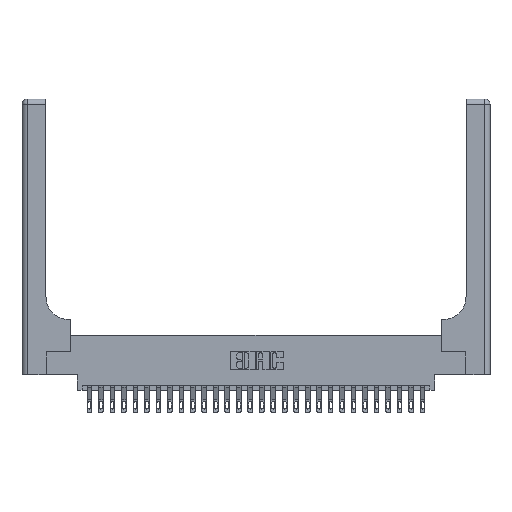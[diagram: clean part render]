
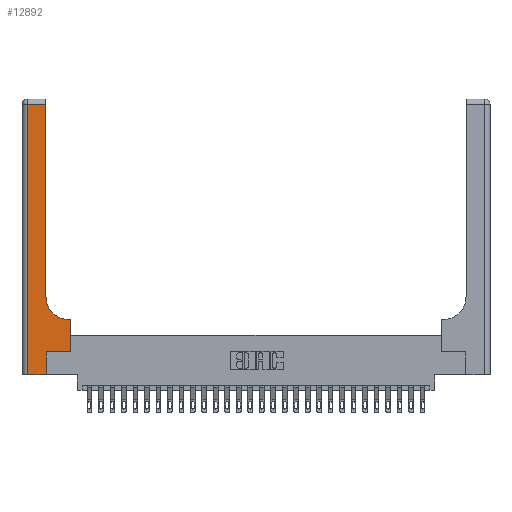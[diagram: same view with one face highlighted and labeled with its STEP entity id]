
A CAD part, top view. The second image highlights one B-rep face of the part: STEP entity #12892.
In plain terms, the highlighted planar face has unit normal (0, 0, 1).
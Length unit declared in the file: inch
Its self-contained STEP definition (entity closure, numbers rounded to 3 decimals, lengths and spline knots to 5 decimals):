
#622 = EDGE_CURVE ( 'NONE', #6065, #6134, #23819, .T. ) ;
#1483 = CARTESIAN_POINT ( 'NONE',  ( 0., 2.94, 0.37 ) ) ;
#1582 = CARTESIAN_POINT ( 'NONE',  ( 0.528, 0.25, 0.37 ) ) ;
#1654 = EDGE_CURVE ( 'NONE', #12456, #21704, #13254, .T. ) ;
#1702 = CARTESIAN_POINT ( 'NONE',  ( 0.26, 0.6, 0.37 ) ) ;
#1787 = VERTEX_POINT ( 'NONE', #5917 ) ;
#1850 = CARTESIAN_POINT ( 'NONE',  ( 0.528, 0.6, 0.37 ) ) ;
#2222 = VERTEX_POINT ( 'NONE', #24678 ) ;
#2833 = VECTOR ( 'NONE', #8330, 39.37008 ) ;
#4573 = VECTOR ( 'NONE', #21951, 39.37008 ) ;
#5302 = LINE ( 'NONE', #11505, #7442 ) ;
#5628 = LINE ( 'NONE', #1483, #14689 ) ;
#5653 = CARTESIAN_POINT ( 'NONE',  ( 0.06, 2.94, 0.37 ) ) ;
#5917 = CARTESIAN_POINT ( 'NONE',  ( 0.06, 0., 0.37 ) ) ;
#6064 = CARTESIAN_POINT ( 'NONE',  ( 0.528, 0.25, 0.37 ) ) ;
#6065 = VERTEX_POINT ( 'NONE', #18090 ) ;
#6134 = VERTEX_POINT ( 'NONE', #6064 ) ;
#7176 = LINE ( 'NONE', #24031, #25767 ) ;
#7442 = VECTOR ( 'NONE', #24501, 39.37008 ) ;
#7491 = EDGE_LOOP ( 'NONE', ( #20050, #27272, #9819, #26895, #17496, #16237, #24217, #15430, #14424 ) ) ;
#7835 = DIRECTION ( 'NONE',  ( -1., 0., 0. ) ) ;
#7913 = VECTOR ( 'NONE', #17595, 39.37008 ) ;
#7917 = FACE_OUTER_BOUND ( 'NONE', #7491, .T. ) ;
#7936 = DIRECTION ( 'NONE',  ( 0., 1., 0. ) ) ;
#8148 = AXIS2_PLACEMENT_3D ( 'NONE', #23716, #17626, #16046 ) ;
#8330 = DIRECTION ( 'NONE',  ( -1., 0., 0. ) ) ;
#9205 = PLANE ( 'NONE',  #8148 ) ;
#9819 = ORIENTED_EDGE ( 'NONE', *, *, #17409, .T. ) ;
#10098 = EDGE_CURVE ( 'NONE', #16186, #17228, #10381, .T. ) ;
#10381 = LINE ( 'NONE', #1702, #2833 ) ;
#10841 = VECTOR ( 'NONE', #15289, 39.37008 ) ;
#11307 = CARTESIAN_POINT ( 'NONE',  ( 0.26, 3., 0.37 ) ) ;
#11410 = LINE ( 'NONE', #25808, #10841 ) ;
#11505 = CARTESIAN_POINT ( 'NONE',  ( 0.06, 3., 0.37 ) ) ;
#11834 = EDGE_CURVE ( 'NONE', #2222, #6065, #7176, .T. ) ;
#12090 = VERTEX_POINT ( 'NONE', #5653 ) ;
#12456 = VERTEX_POINT ( 'NONE', #16641 ) ;
#12892 = ADVANCED_FACE ( 'NONE', ( #7917 ), #9205, .F. ) ;
#13254 = LINE ( 'NONE', #11307, #4573 ) ;
#13314 = CARTESIAN_POINT ( 'NONE',  ( 0.265, 0.25, 0.37 ) ) ;
#13396 = VECTOR ( 'NONE', #7936, 39.37008 ) ;
#14424 = ORIENTED_EDGE ( 'NONE', *, *, #14868, .T. ) ;
#14689 = VECTOR ( 'NONE', #7835, 39.37008 ) ;
#14868 = EDGE_CURVE ( 'NONE', #17228, #12456, #17950, .T. ) ;
#15289 = DIRECTION ( 'NONE',  ( 1., 0., 0. ) ) ;
#15430 = ORIENTED_EDGE ( 'NONE', *, *, #10098, .T. ) ;
#16046 = DIRECTION ( 'NONE',  ( -1., 0., 0. ) ) ;
#16186 = VERTEX_POINT ( 'NONE', #1850 ) ;
#16237 = ORIENTED_EDGE ( 'NONE', *, *, #622, .T. ) ;
#16641 = CARTESIAN_POINT ( 'NONE',  ( 0.26, 0.85, 0.37 ) ) ;
#17228 = VERTEX_POINT ( 'NONE', #19120 ) ;
#17409 = EDGE_CURVE ( 'NONE', #12090, #1787, #5302, .T. ) ;
#17496 = ORIENTED_EDGE ( 'NONE', *, *, #11834, .T. ) ;
#17595 = DIRECTION ( 'NONE',  ( 1., 0., 0. ) ) ;
#17626 = DIRECTION ( 'NONE',  ( 0., 0., -1. ) ) ;
#17950 = CIRCLE ( 'NONE', #21470, 0.25 ) ;
#18090 = CARTESIAN_POINT ( 'NONE',  ( 0.265, 0.25, 0.37 ) ) ;
#18221 = CARTESIAN_POINT ( 'NONE',  ( 0.26, 2.94, 0.37 ) ) ;
#18282 = DIRECTION ( 'NONE',  ( 0., 0., -1. ) ) ;
#19120 = CARTESIAN_POINT ( 'NONE',  ( 0.51, 0.6, 0.37 ) ) ;
#20050 = ORIENTED_EDGE ( 'NONE', *, *, #1654, .T. ) ;
#20777 = LINE ( 'NONE', #1582, #13396 ) ;
#21470 = AXIS2_PLACEMENT_3D ( 'NONE', #26854, #18282, #22289 ) ;
#21704 = VERTEX_POINT ( 'NONE', #18221 ) ;
#21951 = DIRECTION ( 'NONE',  ( 0., 1., 0. ) ) ;
#22014 = EDGE_CURVE ( 'NONE', #21704, #12090, #5628, .T. ) ;
#22289 = DIRECTION ( 'NONE',  ( 1., 0., 0. ) ) ;
#22640 = EDGE_CURVE ( 'NONE', #6134, #16186, #20777, .T. ) ;
#23716 = CARTESIAN_POINT ( 'NONE',  ( 0., 3., 0.37 ) ) ;
#23819 = LINE ( 'NONE', #13314, #7913 ) ;
#24031 = CARTESIAN_POINT ( 'NONE',  ( 0.265, 0., 0.37 ) ) ;
#24217 = ORIENTED_EDGE ( 'NONE', *, *, #22640, .T. ) ;
#24430 = DIRECTION ( 'NONE',  ( 0., 1., 0. ) ) ;
#24501 = DIRECTION ( 'NONE',  ( 0., -1., 0. ) ) ;
#24576 = EDGE_CURVE ( 'NONE', #1787, #2222, #11410, .T. ) ;
#24678 = CARTESIAN_POINT ( 'NONE',  ( 0.265, 0., 0.37 ) ) ;
#25767 = VECTOR ( 'NONE', #24430, 39.37008 ) ;
#25808 = CARTESIAN_POINT ( 'NONE',  ( 0., 0., 0.37 ) ) ;
#26854 = CARTESIAN_POINT ( 'NONE',  ( 0.51, 0.85, 0.37 ) ) ;
#26895 = ORIENTED_EDGE ( 'NONE', *, *, #24576, .T. ) ;
#27272 = ORIENTED_EDGE ( 'NONE', *, *, #22014, .T. ) ;
